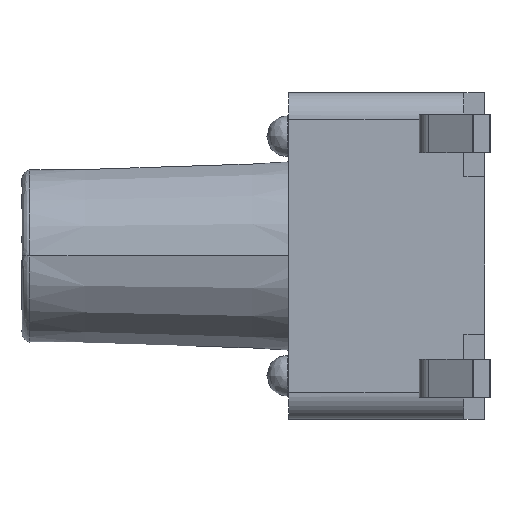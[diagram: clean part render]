
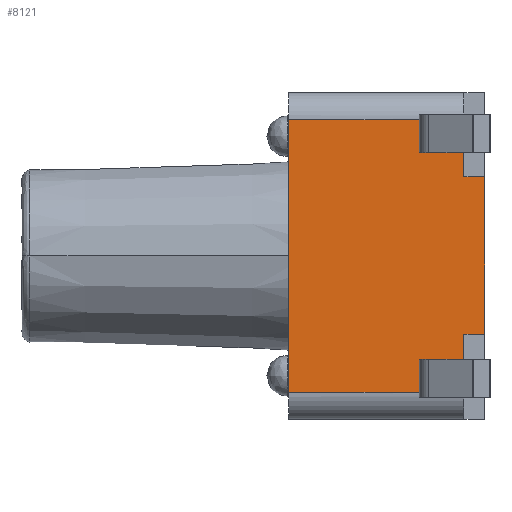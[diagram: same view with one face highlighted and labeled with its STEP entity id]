
A CAD part, left-side view. The second image highlights one B-rep face of the part: STEP entity #8121.
In plain terms, the highlighted planar face has unit normal (-1, 0, 0).
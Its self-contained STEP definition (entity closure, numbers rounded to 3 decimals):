
#9 = EDGE_CURVE ( 'NONE', #4246, #4936, #5472, .T. ) ;
#62 = DIRECTION ( 'NONE',  ( 0., 0., -1. ) ) ;
#123 = VECTOR ( 'NONE', #8145, 1000. ) ;
#131 = DIRECTION ( 'NONE',  ( 0., 0., -1. ) ) ;
#200 = DIRECTION ( 'NONE',  ( 0., 0., 1. ) ) ;
#249 = EDGE_CURVE ( 'NONE', #581, #4246, #6189, .T. ) ;
#266 = VECTOR ( 'NONE', #7853, 1000. ) ;
#267 = CARTESIAN_POINT ( 'NONE',  ( -3., -1.9, -0.56 ) ) ;
#387 = CARTESIAN_POINT ( 'NONE',  ( -3., 1.44, 0. ) ) ;
#430 = VECTOR ( 'NONE', #131, 1000. ) ;
#498 = CARTESIAN_POINT ( 'NONE',  ( -3., 3.3, 3.22 ) ) ;
#540 = VECTOR ( 'NONE', #958, 1000. ) ;
#561 = CARTESIAN_POINT ( 'NONE',  ( -3., -2.5, -0.56 ) ) ;
#581 = VERTEX_POINT ( 'NONE', #1506 ) ;
#744 = DIRECTION ( 'NONE',  ( 0., -1., 0. ) ) ;
#848 = ORIENTED_EDGE ( 'NONE', *, *, #3677, .T. ) ;
#870 = CARTESIAN_POINT ( 'NONE',  ( -3., 1.44, -0.56 ) ) ;
#958 = DIRECTION ( 'NONE',  ( 0., 0., 1. ) ) ;
#1013 = LINE ( 'NONE', #870, #430 ) ;
#1020 = VECTOR ( 'NONE', #2282, 1000. ) ;
#1235 = DIRECTION ( 'NONE',  ( 0., 0., 1. ) ) ;
#1407 = DIRECTION ( 'NONE',  ( 0., 1., 0. ) ) ;
#1457 = LINE ( 'NONE', #9946, #9554 ) ;
#1506 = CARTESIAN_POINT ( 'NONE',  ( -3., -1.46, 0. ) ) ;
#1530 = CARTESIAN_POINT ( 'NONE',  ( -3., -2.5, -0.56 ) ) ;
#1696 = CARTESIAN_POINT ( 'NONE',  ( -3., 2.5, -0.56 ) ) ;
#1755 = CARTESIAN_POINT ( 'NONE',  ( -3., 1.9, 0.82 ) ) ;
#1836 = VECTOR ( 'NONE', #2521, 1000. ) ;
#1858 = EDGE_CURVE ( 'NONE', #6107, #5044, #7423, .T. ) ;
#1903 = ORIENTED_EDGE ( 'NONE', *, *, #2375, .T. ) ;
#1972 = ORIENTED_EDGE ( 'NONE', *, *, #8680, .T. ) ;
#2070 = VERTEX_POINT ( 'NONE', #8358 ) ;
#2225 = DIRECTION ( 'NONE',  ( 0., -1., 0. ) ) ;
#2244 = CARTESIAN_POINT ( 'NONE',  ( -3., 2.5, 0.52 ) ) ;
#2282 = DIRECTION ( 'NONE',  ( 0., 1., 0. ) ) ;
#2364 = LINE ( 'NONE', #561, #10102 ) ;
#2375 = EDGE_CURVE ( 'NONE', #5434, #5253, #10097, .T. ) ;
#2404 = VECTOR ( 'NONE', #7185, 1000. ) ;
#2463 = CARTESIAN_POINT ( 'NONE',  ( -3., 2.5, 0.82 ) ) ;
#2521 = DIRECTION ( 'NONE',  ( 0., 0., -1. ) ) ;
#2549 = VERTEX_POINT ( 'NONE', #2463 ) ;
#2817 = VERTEX_POINT ( 'NONE', #6527 ) ;
#2888 = EDGE_CURVE ( 'NONE', #9674, #581, #8610, .T. ) ;
#2971 = LINE ( 'NONE', #267, #540 ) ;
#3050 = ORIENTED_EDGE ( 'NONE', *, *, #5969, .T. ) ;
#3064 = LINE ( 'NONE', #9401, #3562 ) ;
#3139 = ORIENTED_EDGE ( 'NONE', *, *, #8753, .T. ) ;
#3180 = LINE ( 'NONE', #1696, #1836 ) ;
#3296 = PLANE ( 'NONE',  #7275 ) ;
#3326 = CARTESIAN_POINT ( 'NONE',  ( -3., -1.46, -0.56 ) ) ;
#3457 = CARTESIAN_POINT ( 'NONE',  ( -3., 2.5, 0. ) ) ;
#3543 = EDGE_CURVE ( 'NONE', #5392, #9674, #1457, .T. ) ;
#3562 = VECTOR ( 'NONE', #4699, 1000. ) ;
#3677 = EDGE_CURVE ( 'NONE', #8950, #6107, #7831, .T. ) ;
#3821 = EDGE_CURVE ( 'NONE', #2070, #2817, #3064, .T. ) ;
#3854 = VECTOR ( 'NONE', #744, 1000. ) ;
#3866 = CARTESIAN_POINT ( 'NONE',  ( -3., -2.75, 0.52 ) ) ;
#4079 = CARTESIAN_POINT ( 'NONE',  ( -3., -2.75, -0.56 ) ) ;
#4190 = VECTOR ( 'NONE', #6770, 1000. ) ;
#4246 = VERTEX_POINT ( 'NONE', #6186 ) ;
#4634 = VERTEX_POINT ( 'NONE', #9966 ) ;
#4699 = DIRECTION ( 'NONE',  ( 0., -1., 0. ) ) ;
#4772 = CARTESIAN_POINT ( 'NONE',  ( -3., 1.44, -0.38 ) ) ;
#4835 = DIRECTION ( 'NONE',  ( 0., 0., 1. ) ) ;
#4936 = VERTEX_POINT ( 'NONE', #9610 ) ;
#4998 = ORIENTED_EDGE ( 'NONE', *, *, #3543, .T. ) ;
#5044 = VERTEX_POINT ( 'NONE', #387 ) ;
#5047 = CARTESIAN_POINT ( 'NONE',  ( -3., -2.75, 0.82 ) ) ;
#5174 = LINE ( 'NONE', #3866, #1020 ) ;
#5253 = VERTEX_POINT ( 'NONE', #10058 ) ;
#5392 = VERTEX_POINT ( 'NONE', #4772 ) ;
#5426 = EDGE_CURVE ( 'NONE', #5044, #5392, #1013, .T. ) ;
#5434 = VERTEX_POINT ( 'NONE', #1755 ) ;
#5472 = LINE ( 'NONE', #1530, #8929 ) ;
#5552 = LINE ( 'NONE', #10009, #6409 ) ;
#5740 = LINE ( 'NONE', #5047, #123 ) ;
#5969 = EDGE_CURVE ( 'NONE', #6808, #2549, #3180, .T. ) ;
#6002 = CARTESIAN_POINT ( 'NONE',  ( -3., -1.9, 0.52 ) ) ;
#6079 = ORIENTED_EDGE ( 'NONE', *, *, #9, .T. ) ;
#6090 = CARTESIAN_POINT ( 'NONE',  ( -3., 2.5, 3.22 ) ) ;
#6107 = VERTEX_POINT ( 'NONE', #3457 ) ;
#6170 = FACE_OUTER_BOUND ( 'NONE', #9471, .T. ) ;
#6186 = CARTESIAN_POINT ( 'NONE',  ( -3., -2.5, 0. ) ) ;
#6189 = LINE ( 'NONE', #8666, #2404 ) ;
#6193 = VERTEX_POINT ( 'NONE', #6002 ) ;
#6249 = ORIENTED_EDGE ( 'NONE', *, *, #8211, .T. ) ;
#6278 = CARTESIAN_POINT ( 'NONE',  ( -3., -1.46, -0.38 ) ) ;
#6341 = CARTESIAN_POINT ( 'NONE',  ( -3., 1.9, -0.56 ) ) ;
#6358 = ORIENTED_EDGE ( 'NONE', *, *, #1858, .T. ) ;
#6409 = VECTOR ( 'NONE', #1407, 1000. ) ;
#6527 = CARTESIAN_POINT ( 'NONE',  ( -3., -2.5, 0.82 ) ) ;
#6571 = EDGE_CURVE ( 'NONE', #2549, #5434, #5740, .T. ) ;
#6718 = ORIENTED_EDGE ( 'NONE', *, *, #6571, .T. ) ;
#6757 = LINE ( 'NONE', #498, #4190 ) ;
#6770 = DIRECTION ( 'NONE',  ( 0., -1., 0. ) ) ;
#6808 = VERTEX_POINT ( 'NONE', #6090 ) ;
#7111 = ORIENTED_EDGE ( 'NONE', *, *, #8525, .T. ) ;
#7185 = DIRECTION ( 'NONE',  ( 0., -1., 0. ) ) ;
#7275 = AXIS2_PLACEMENT_3D ( 'NONE', #4079, #9564, #200 ) ;
#7404 = VECTOR ( 'NONE', #62, 1000. ) ;
#7423 = LINE ( 'NONE', #7698, #3854 ) ;
#7492 = ORIENTED_EDGE ( 'NONE', *, *, #5426, .T. ) ;
#7698 = CARTESIAN_POINT ( 'NONE',  ( -3., -2.75, 0. ) ) ;
#7776 = DIRECTION ( 'NONE',  ( 0., 0., 1. ) ) ;
#7831 = LINE ( 'NONE', #10115, #266 ) ;
#7853 = DIRECTION ( 'NONE',  ( 0., 0., -1. ) ) ;
#8121 = ADVANCED_FACE ( 'NONE', ( #6170 ), #3296, .T. ) ;
#8145 = DIRECTION ( 'NONE',  ( 0., -1., 0. ) ) ;
#8211 = EDGE_CURVE ( 'NONE', #2817, #4634, #2364, .T. ) ;
#8358 = CARTESIAN_POINT ( 'NONE',  ( -3., -1.9, 0.82 ) ) ;
#8401 = ORIENTED_EDGE ( 'NONE', *, *, #8890, .F. ) ;
#8421 = ORIENTED_EDGE ( 'NONE', *, *, #3821, .T. ) ;
#8525 = EDGE_CURVE ( 'NONE', #4936, #6193, #5552, .T. ) ;
#8610 = LINE ( 'NONE', #3326, #9824 ) ;
#8666 = CARTESIAN_POINT ( 'NONE',  ( -3., -2.75, 0. ) ) ;
#8680 = EDGE_CURVE ( 'NONE', #5253, #8950, #5174, .T. ) ;
#8753 = EDGE_CURVE ( 'NONE', #6193, #2070, #2971, .T. ) ;
#8890 = EDGE_CURVE ( 'NONE', #6808, #4634, #6757, .T. ) ;
#8929 = VECTOR ( 'NONE', #7776, 1000. ) ;
#8950 = VERTEX_POINT ( 'NONE', #2244 ) ;
#9090 = ORIENTED_EDGE ( 'NONE', *, *, #249, .T. ) ;
#9401 = CARTESIAN_POINT ( 'NONE',  ( -3., -2.75, 0.82 ) ) ;
#9471 = EDGE_LOOP ( 'NONE', ( #1903, #1972, #848, #6358, #7492, #4998, #10008, #9090, #6079, #7111, #3139, #8421, #6249, #8401, #3050, #6718 ) ) ;
#9554 = VECTOR ( 'NONE', #2225, 1000. ) ;
#9564 = DIRECTION ( 'NONE',  ( -1., 0., 0. ) ) ;
#9610 = CARTESIAN_POINT ( 'NONE',  ( -3., -2.5, 0.52 ) ) ;
#9674 = VERTEX_POINT ( 'NONE', #6278 ) ;
#9824 = VECTOR ( 'NONE', #4835, 1000. ) ;
#9946 = CARTESIAN_POINT ( 'NONE',  ( -3., -2.75, -0.38 ) ) ;
#9966 = CARTESIAN_POINT ( 'NONE',  ( -3., -2.5, 3.22 ) ) ;
#10008 = ORIENTED_EDGE ( 'NONE', *, *, #2888, .T. ) ;
#10009 = CARTESIAN_POINT ( 'NONE',  ( -3., -2.75, 0.52 ) ) ;
#10058 = CARTESIAN_POINT ( 'NONE',  ( -3., 1.9, 0.52 ) ) ;
#10097 = LINE ( 'NONE', #6341, #7404 ) ;
#10102 = VECTOR ( 'NONE', #1235, 1000. ) ;
#10115 = CARTESIAN_POINT ( 'NONE',  ( -3., 2.5, -0.56 ) ) ;
